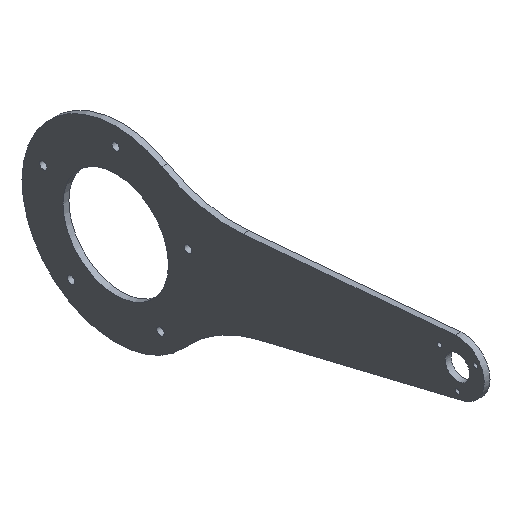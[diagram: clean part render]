
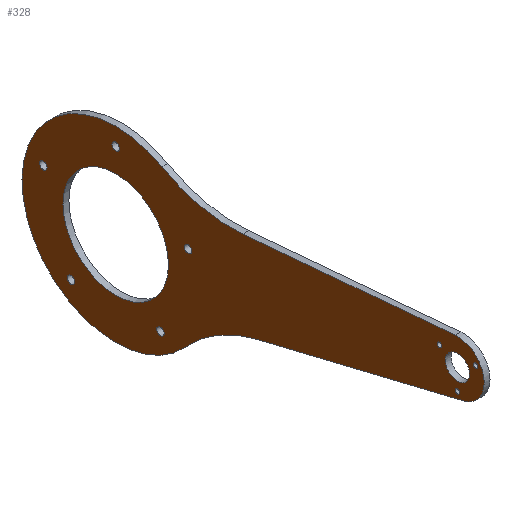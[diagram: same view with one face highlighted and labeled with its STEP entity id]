
A CAD part, isometric view. The second image highlights one B-rep face of the part: STEP entity #328.
In plain terms, the highlighted planar face has unit normal (-1, 0, 0).
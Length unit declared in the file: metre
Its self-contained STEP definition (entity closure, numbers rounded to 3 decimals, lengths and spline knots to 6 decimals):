
#34=LINE('',#531,#44);
#35=LINE('',#540,#45);
#44=VECTOR('',#429,1.);
#45=VECTOR('',#436,1.);
#54=ORIENTED_EDGE('',*,*,#130,.T.);
#55=ORIENTED_EDGE('',*,*,#131,.T.);
#56=ORIENTED_EDGE('',*,*,#132,.T.);
#57=ORIENTED_EDGE('',*,*,#133,.F.);
#58=ORIENTED_EDGE('',*,*,#134,.T.);
#59=ORIENTED_EDGE('',*,*,#135,.T.);
#60=ORIENTED_EDGE('',*,*,#136,.T.);
#61=ORIENTED_EDGE('',*,*,#137,.T.);
#62=ORIENTED_EDGE('',*,*,#138,.T.);
#63=ORIENTED_EDGE('',*,*,#139,.F.);
#64=ORIENTED_EDGE('',*,*,#140,.T.);
#65=ORIENTED_EDGE('',*,*,#141,.T.);
#66=ORIENTED_EDGE('',*,*,#142,.T.);
#67=ORIENTED_EDGE('',*,*,#143,.T.);
#68=ORIENTED_EDGE('',*,*,#144,.F.);
#69=ORIENTED_EDGE('',*,*,#145,.T.);
#130=EDGE_CURVE('',#168,#168,#200,.T.);
#131=EDGE_CURVE('',#169,#169,#201,.T.);
#132=EDGE_CURVE('',#170,#170,#202,.T.);
#133=EDGE_CURVE('',#171,#171,#203,.F.);
#134=EDGE_CURVE('',#172,#172,#204,.T.);
#135=EDGE_CURVE('',#173,#173,#205,.T.);
#136=EDGE_CURVE('',#174,#174,#206,.T.);
#137=EDGE_CURVE('',#175,#175,#207,.T.);
#138=EDGE_CURVE('',#176,#176,#208,.T.);
#139=EDGE_CURVE('',#177,#177,#209,.T.);
#140=EDGE_CURVE('',#178,#179,#34,.T.);
#141=EDGE_CURVE('',#179,#180,#210,.T.);
#142=EDGE_CURVE('',#180,#181,#211,.T.);
#143=EDGE_CURVE('',#181,#182,#212,.T.);
#144=EDGE_CURVE('',#183,#182,#35,.T.);
#145=EDGE_CURVE('',#183,#178,#213,.T.);
#168=VERTEX_POINT('',#512);
#169=VERTEX_POINT('',#514);
#170=VERTEX_POINT('',#516);
#171=VERTEX_POINT('',#518);
#172=VERTEX_POINT('',#520);
#173=VERTEX_POINT('',#522);
#174=VERTEX_POINT('',#524);
#175=VERTEX_POINT('',#526);
#176=VERTEX_POINT('',#528);
#177=VERTEX_POINT('',#530);
#178=VERTEX_POINT('',#532);
#179=VERTEX_POINT('',#533);
#180=VERTEX_POINT('',#535);
#181=VERTEX_POINT('',#537);
#182=VERTEX_POINT('',#539);
#183=VERTEX_POINT('',#541);
#200=CIRCLE('',#360,0.001191);
#201=CIRCLE('',#361,0.001191);
#202=CIRCLE('',#362,0.001191);
#203=CIRCLE('',#363,0.028575);
#204=CIRCLE('',#364,0.002019);
#205=CIRCLE('',#365,0.002019);
#206=CIRCLE('',#366,0.002019);
#207=CIRCLE('',#367,0.002019);
#208=CIRCLE('',#368,0.002019);
#209=CIRCLE('',#369,0.006548);
#210=CIRCLE('',#370,0.0762);
#211=CIRCLE('',#371,0.0508);
#212=CIRCLE('',#372,0.0762);
#213=CIRCLE('',#373,0.014486);
#228=EDGE_LOOP('',(#54));
#229=EDGE_LOOP('',(#55));
#230=EDGE_LOOP('',(#56));
#231=EDGE_LOOP('',(#57));
#232=EDGE_LOOP('',(#58));
#233=EDGE_LOOP('',(#59));
#234=EDGE_LOOP('',(#60));
#235=EDGE_LOOP('',(#61));
#236=EDGE_LOOP('',(#62));
#237=EDGE_LOOP('',(#63));
#238=EDGE_LOOP('',(#64,#65,#66,#67,#68,#69));
#276=FACE_BOUND('',#228,.T.);
#277=FACE_BOUND('',#229,.T.);
#278=FACE_BOUND('',#230,.T.);
#279=FACE_BOUND('',#231,.T.);
#280=FACE_BOUND('',#232,.T.);
#281=FACE_BOUND('',#233,.T.);
#282=FACE_BOUND('',#234,.T.);
#283=FACE_BOUND('',#235,.T.);
#284=FACE_BOUND('',#236,.T.);
#285=FACE_BOUND('',#237,.T.);
#286=FACE_BOUND('',#238,.T.);
#324=PLANE('',#359);
#328=ADVANCED_FACE('',(#276,#277,#278,#279,#280,#281,#282,#283,#284,#285,
#286),#324,.F.);
#359=AXIS2_PLACEMENT_3D('',#510,#407,#408);
#360=AXIS2_PLACEMENT_3D('',#511,#409,#410);
#361=AXIS2_PLACEMENT_3D('',#513,#411,#412);
#362=AXIS2_PLACEMENT_3D('',#515,#413,#414);
#363=AXIS2_PLACEMENT_3D('',#517,#415,#416);
#364=AXIS2_PLACEMENT_3D('',#519,#417,#418);
#365=AXIS2_PLACEMENT_3D('',#521,#419,#420);
#366=AXIS2_PLACEMENT_3D('',#523,#421,#422);
#367=AXIS2_PLACEMENT_3D('',#525,#423,#424);
#368=AXIS2_PLACEMENT_3D('',#527,#425,#426);
#369=AXIS2_PLACEMENT_3D('',#529,#427,#428);
#370=AXIS2_PLACEMENT_3D('',#534,#430,#431);
#371=AXIS2_PLACEMENT_3D('',#536,#432,#433);
#372=AXIS2_PLACEMENT_3D('',#538,#434,#435);
#373=AXIS2_PLACEMENT_3D('',#542,#437,#438);
#407=DIRECTION('',(1.,0.,0.));
#408=DIRECTION('',(0.,-1.,0.));
#409=DIRECTION('',(1.,0.,0.));
#410=DIRECTION('',(0.,0.,-1.));
#411=DIRECTION('',(1.,0.,0.));
#412=DIRECTION('',(0.,0.,-1.));
#413=DIRECTION('',(1.,0.,0.));
#414=DIRECTION('',(0.,0.,-1.));
#415=DIRECTION('',(1.,0.,0.));
#416=DIRECTION('',(0.,0.,-1.));
#417=DIRECTION('',(1.,0.,0.));
#418=DIRECTION('',(0.,0.,-1.));
#419=DIRECTION('',(1.,0.,0.));
#420=DIRECTION('',(0.,0.,-1.));
#421=DIRECTION('',(1.,0.,0.));
#422=DIRECTION('',(0.,0.,-1.));
#423=DIRECTION('',(1.,0.,0.));
#424=DIRECTION('',(0.,0.,-1.));
#425=DIRECTION('',(1.,0.,0.));
#426=DIRECTION('',(0.,0.,-1.));
#427=DIRECTION('',(-1.,0.,0.));
#428=DIRECTION('',(0.,0.,1.));
#429=DIRECTION('',(0.,0.996,-0.086));
#430=DIRECTION('',(1.,0.,0.));
#431=DIRECTION('',(0.,0.,-1.));
#432=DIRECTION('',(-1.,0.,0.));
#433=DIRECTION('',(0.,0.,1.));
#434=DIRECTION('',(1.,0.,0.));
#435=DIRECTION('',(0.,0.,-1.));
#436=DIRECTION('',(0.,0.972,-0.235));
#437=DIRECTION('',(-1.,0.,0.));
#438=DIRECTION('',(0.,0.,1.));
#510=CARTESIAN_POINT('',(-0.358342,-0.251251,0.0335));
#511=CARTESIAN_POINT('',(-0.358342,-0.371811,0.069422));
#512=CARTESIAN_POINT('',(-0.358342,-0.371811,0.068231));
#513=CARTESIAN_POINT('',(-0.358342,-0.35222,0.069422));
#514=CARTESIAN_POINT('',(-0.358342,-0.35222,0.068231));
#515=CARTESIAN_POINT('',(-0.358342,-0.362016,0.052455));
#516=CARTESIAN_POINT('',(-0.358342,-0.362016,0.051265));
#517=CARTESIAN_POINT('',(-0.358342,-0.176801,0.0335));
#518=CARTESIAN_POINT('',(-0.358342,-0.176801,0.004925));
#519=CARTESIAN_POINT('',(-0.358342,-0.216056,0.046255));
#520=CARTESIAN_POINT('',(-0.358342,-0.216056,0.044236));
#521=CARTESIAN_POINT('',(-0.358342,-0.137546,0.046255));
#522=CARTESIAN_POINT('',(-0.358342,-0.137546,0.044236));
#523=CARTESIAN_POINT('',(-0.358342,-0.15254,0.000108));
#524=CARTESIAN_POINT('',(-0.358342,-0.15254,-0.001911));
#525=CARTESIAN_POINT('',(-0.358342,-0.201062,0.000108));
#526=CARTESIAN_POINT('',(-0.358342,-0.201062,-0.001911));
#527=CARTESIAN_POINT('',(-0.358342,-0.176801,0.074775));
#528=CARTESIAN_POINT('',(-0.358342,-0.176801,0.072756));
#529=CARTESIAN_POINT('',(-0.358342,-0.362016,0.063766));
#530=CARTESIAN_POINT('',(-0.358342,-0.362016,0.070315));
#531=CARTESIAN_POINT('',(-0.358342,-0.248223,0.068445));
#532=CARTESIAN_POINT('',(-0.358342,-0.360765,0.078198));
#533=CARTESIAN_POINT('',(-0.358342,-0.245726,0.068228));
#534=CARTESIAN_POINT('',(-0.358342,-0.239147,0.144144));
#535=CARTESIAN_POINT('',(-0.358342,-0.201739,0.077758));
#536=CARTESIAN_POINT('',(-0.358342,-0.176801,0.0335));
#537=CARTESIAN_POINT('',(-0.358342,-0.21453,-0.000517));
#538=CARTESIAN_POINT('',(-0.358342,-0.271124,-0.051542));
#539=CARTESIAN_POINT('',(-0.358342,-0.253195,0.022519));
#540=CARTESIAN_POINT('',(-0.358342,-0.25387,0.022682));
#541=CARTESIAN_POINT('',(-0.358342,-0.365424,0.049687));
#542=CARTESIAN_POINT('',(-0.358342,-0.362016,0.063766));
